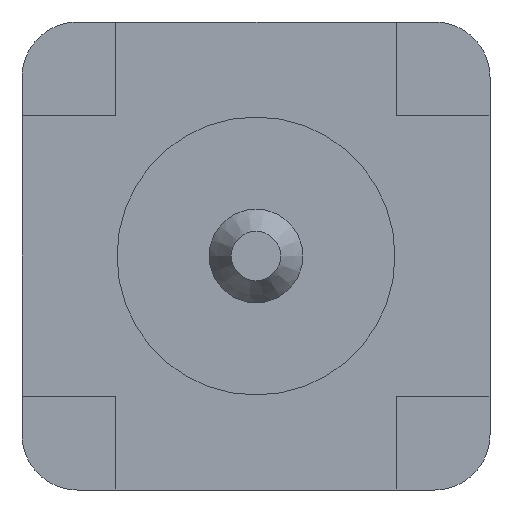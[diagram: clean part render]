
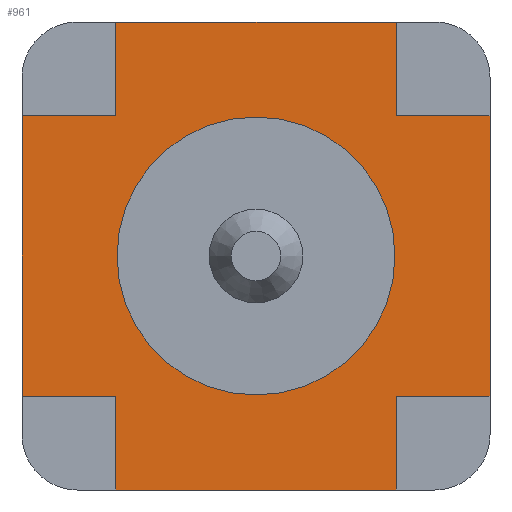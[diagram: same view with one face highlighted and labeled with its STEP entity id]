
A CAD part, front view. The second image highlights one B-rep face of the part: STEP entity #961.
In plain terms, the highlighted planar face has unit normal (0, -1, 0).
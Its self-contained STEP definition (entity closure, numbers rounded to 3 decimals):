
#24=FACE_BOUND('',#174,.T.);
#44=CIRCLE('',#1027,1.885);
#116=FACE_OUTER_BOUND('',#173,.T.);
#173=EDGE_LOOP('',(#763,#764,#765,#766,#767,#768,#769,#770,#771,#772,#773,
#774));
#174=EDGE_LOOP('',(#775));
#231=LINE('',#3236,#300);
#235=LINE('',#3244,#304);
#240=LINE('',#3257,#309);
#244=LINE('',#3265,#313);
#249=LINE('',#3278,#318);
#253=LINE('',#3286,#322);
#258=LINE('',#3299,#327);
#262=LINE('',#3307,#331);
#267=LINE('',#3318,#336);
#268=LINE('',#3319,#337);
#269=LINE('',#3320,#338);
#270=LINE('',#3321,#339);
#300=VECTOR('',#1130,1.27);
#304=VECTOR('',#1136,1.27);
#309=VECTOR('',#1147,1.27);
#313=VECTOR('',#1153,1.27);
#318=VECTOR('',#1164,1.27);
#322=VECTOR('',#1170,1.27);
#327=VECTOR('',#1181,1.27);
#331=VECTOR('',#1187,1.27);
#336=VECTOR('',#1198,3.81);
#337=VECTOR('',#1199,3.81);
#338=VECTOR('',#1200,3.81);
#339=VECTOR('',#1201,3.81);
#429=VERTEX_POINT('',#3234);
#430=VERTEX_POINT('',#3235);
#433=VERTEX_POINT('',#3243);
#437=VERTEX_POINT('',#3255);
#438=VERTEX_POINT('',#3256);
#441=VERTEX_POINT('',#3264);
#445=VERTEX_POINT('',#3276);
#446=VERTEX_POINT('',#3277);
#449=VERTEX_POINT('',#3285);
#453=VERTEX_POINT('',#3297);
#454=VERTEX_POINT('',#3298);
#457=VERTEX_POINT('',#3306);
#461=VERTEX_POINT('',#3322);
#542=EDGE_CURVE('',#429,#430,#231,.T.);
#546=EDGE_CURVE('',#430,#433,#235,.T.);
#552=EDGE_CURVE('',#437,#438,#240,.T.);
#556=EDGE_CURVE('',#438,#441,#244,.T.);
#562=EDGE_CURVE('',#445,#446,#249,.T.);
#566=EDGE_CURVE('',#446,#449,#253,.T.);
#572=EDGE_CURVE('',#453,#454,#258,.T.);
#576=EDGE_CURVE('',#454,#457,#262,.T.);
#582=EDGE_CURVE('',#433,#453,#267,.T.);
#583=EDGE_CURVE('',#457,#437,#268,.T.);
#584=EDGE_CURVE('',#441,#445,#269,.T.);
#585=EDGE_CURVE('',#449,#429,#270,.T.);
#586=EDGE_CURVE('',#461,#461,#44,.T.);
#763=ORIENTED_EDGE('',*,*,#542,.T.);
#764=ORIENTED_EDGE('',*,*,#546,.T.);
#765=ORIENTED_EDGE('',*,*,#582,.T.);
#766=ORIENTED_EDGE('',*,*,#572,.T.);
#767=ORIENTED_EDGE('',*,*,#576,.T.);
#768=ORIENTED_EDGE('',*,*,#583,.T.);
#769=ORIENTED_EDGE('',*,*,#552,.T.);
#770=ORIENTED_EDGE('',*,*,#556,.T.);
#771=ORIENTED_EDGE('',*,*,#584,.T.);
#772=ORIENTED_EDGE('',*,*,#562,.T.);
#773=ORIENTED_EDGE('',*,*,#566,.T.);
#774=ORIENTED_EDGE('',*,*,#585,.T.);
#775=ORIENTED_EDGE('',*,*,#586,.T.);
#918=PLANE('',#1026);
#961=ADVANCED_FACE('',(#116,#24),#918,.F.);
#1026=AXIS2_PLACEMENT_3D('',#3317,#1196,#1197);
#1027=AXIS2_PLACEMENT_3D('',#3323,#1202,#1203);
#1130=DIRECTION('',(0.,0.,1.));
#1136=DIRECTION('',(1.,0.,0.));
#1147=DIRECTION('',(0.,0.,-1.));
#1153=DIRECTION('',(-1.,0.,0.));
#1164=DIRECTION('',(1.,0.,0.));
#1170=DIRECTION('',(0.,0.,-1.));
#1181=DIRECTION('',(-1.,0.,0.));
#1187=DIRECTION('',(0.,0.,1.));
#1196=DIRECTION('center_axis',(0.,1.,0.));
#1197=DIRECTION('ref_axis',(0.,0.,1.));
#1198=DIRECTION('',(0.,0.,1.));
#1199=DIRECTION('',(-1.,0.,0.));
#1200=DIRECTION('',(0.,0.,-1.));
#1201=DIRECTION('',(1.,0.,0.));
#1202=DIRECTION('center_axis',(0.,1.,0.));
#1203=DIRECTION('ref_axis',(-1.,0.,0.));
#3234=CARTESIAN_POINT('',(1.905,-1.,-3.175));
#3235=CARTESIAN_POINT('',(1.905,-1.,-1.905));
#3236=CARTESIAN_POINT('',(1.905,-1.,-0.953));
#3243=CARTESIAN_POINT('',(3.175,-1.,-1.905));
#3244=CARTESIAN_POINT('',(1.588,-1.,-1.905));
#3255=CARTESIAN_POINT('',(-1.905,-1.,3.175));
#3256=CARTESIAN_POINT('',(-1.905,-1.,1.905));
#3257=CARTESIAN_POINT('',(-1.905,-1.,0.953));
#3264=CARTESIAN_POINT('',(-3.175,-1.,1.905));
#3265=CARTESIAN_POINT('',(-1.588,-1.,1.905));
#3276=CARTESIAN_POINT('',(-3.175,-1.,-1.905));
#3277=CARTESIAN_POINT('',(-1.905,-1.,-1.905));
#3278=CARTESIAN_POINT('',(-0.953,-1.,-1.905));
#3285=CARTESIAN_POINT('',(-1.905,-1.,-3.175));
#3286=CARTESIAN_POINT('',(-1.905,-1.,-1.588));
#3297=CARTESIAN_POINT('',(3.175,-1.,1.905));
#3298=CARTESIAN_POINT('',(1.905,-1.,1.905));
#3299=CARTESIAN_POINT('',(0.953,-1.,1.905));
#3306=CARTESIAN_POINT('',(1.905,-1.,3.175));
#3307=CARTESIAN_POINT('',(1.905,-1.,1.588));
#3317=CARTESIAN_POINT('Origin',(0.,-1.,0.));
#3318=CARTESIAN_POINT('',(3.175,-1.,2.425));
#3319=CARTESIAN_POINT('',(-2.425,-1.,3.175));
#3320=CARTESIAN_POINT('',(-3.175,-1.,-2.425));
#3321=CARTESIAN_POINT('',(2.425,-1.,-3.175));
#3322=CARTESIAN_POINT('',(1.885,-1.,0.));
#3323=CARTESIAN_POINT('Origin',(0.,-1.,0.));
